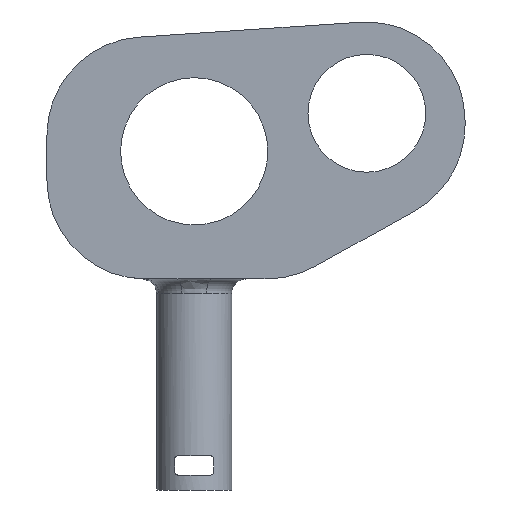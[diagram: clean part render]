
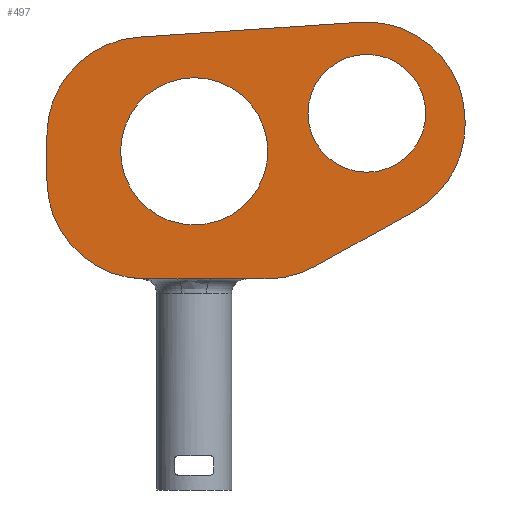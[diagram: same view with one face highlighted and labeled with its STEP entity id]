
A CAD part, front view. The second image highlights one B-rep face of the part: STEP entity #497.
In plain terms, the highlighted planar face has unit normal (0, -1, 0).
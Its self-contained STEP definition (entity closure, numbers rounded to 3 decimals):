
#13 = AXIS2_PLACEMENT_3D ( 'NONE', #742, #1273, #961 ) ;
#38 = ORIENTED_EDGE ( 'NONE', *, *, #179, .T. ) ;
#44 = EDGE_CURVE ( 'NONE', #789, #734, #661, .T. ) ;
#57 = CARTESIAN_POINT ( 'NONE',  ( 0., -5., 8.5 ) ) ;
#60 = CIRCLE ( 'NONE', #566, 10. ) ;
#65 = DIRECTION ( 'NONE',  ( 0., 0., -1. ) ) ;
#76 = ORIENTED_EDGE ( 'NONE', *, *, #523, .T. ) ;
#84 = DIRECTION ( 'NONE',  ( 1., 0., 0. ) ) ;
#113 = DIRECTION ( 'NONE',  ( 0., 0., -1. ) ) ;
#118 = EDGE_CURVE ( 'NONE', #685, #611, #426, .T. ) ;
#123 = CARTESIAN_POINT ( 'NONE',  ( 0., -5., 21.5 ) ) ;
#128 = VERTEX_POINT ( 'NONE', #1148 ) ;
#133 = VERTEX_POINT ( 'NONE', #928 ) ;
#172 = ORIENTED_EDGE ( 'NONE', *, *, #1177, .T. ) ;
#174 = LINE ( 'NONE', #491, #336 ) ;
#175 = CARTESIAN_POINT ( 'NONE',  ( 27.579, -5., 35.368 ) ) ;
#179 = EDGE_CURVE ( 'NONE', #548, #1249, #370, .T. ) ;
#182 = VERTEX_POINT ( 'NONE', #411 ) ;
#192 = CIRCLE ( 'NONE', #237, 7.5 ) ;
#196 = DIRECTION ( 'NONE',  ( 0., 0., 1. ) ) ;
#213 = DIRECTION ( 'NONE',  ( 0., -1., 0. ) ) ;
#216 = EDGE_CURVE ( 'NONE', #611, #685, #192, .T. ) ;
#224 = ORIENTED_EDGE ( 'NONE', *, *, #118, .F. ) ;
#234 = VECTOR ( 'NONE', #267, 1000. ) ;
#236 = VERTEX_POINT ( 'NONE', #335 ) ;
#237 = AXIS2_PLACEMENT_3D ( 'NONE', #1264, #968, #1084 ) ;
#248 = VECTOR ( 'NONE', #869, 1000. ) ;
#255 = FACE_BOUND ( 'NONE', #454, .T. ) ;
#258 = EDGE_CURVE ( 'NONE', #1231, #1159, #1222, .T. ) ;
#267 = DIRECTION ( 'NONE',  ( 1., 0., 0. ) ) ;
#292 = EDGE_CURVE ( 'NONE', #1208, #182, #1008, .T. ) ;
#305 = CARTESIAN_POINT ( 'NONE',  ( 17.579, -5., 25.368 ) ) ;
#317 = AXIS2_PLACEMENT_3D ( 'NONE', #462, #468, #873 ) ;
#325 = CARTESIAN_POINT ( 'NONE',  ( -15., -5., 8.5 ) ) ;
#329 = EDGE_LOOP ( 'NONE', ( #862, #1202, #567, #587, #172, #541, #38, #629, #1198, #759, #76, #645, #769 ) ) ;
#335 = CARTESIAN_POINT ( 'NONE',  ( -1.758, -5., 8.5 ) ) ;
#336 = VECTOR ( 'NONE', #912, 1000. ) ;
#343 = AXIS2_PLACEMENT_3D ( 'NONE', #666, #1089, #478 ) ;
#367 = ORIENTED_EDGE ( 'NONE', *, *, #216, .F. ) ;
#368 = CARTESIAN_POINT ( 'NONE',  ( 0., -5., 8.5 ) ) ;
#369 = CARTESIAN_POINT ( 'NONE',  ( 0., -5., 8.5 ) ) ;
#370 = CIRCLE ( 'NONE', #576, 10. ) ;
#383 = AXIS2_PLACEMENT_3D ( 'NONE', #305, #479, #1199 ) ;
#409 = ORIENTED_EDGE ( 'NONE', *, *, #1051, .F. ) ;
#411 = CARTESIAN_POINT ( 'NONE',  ( 7.412, -5., 8.5 ) ) ;
#418 = EDGE_CURVE ( 'NONE', #236, #1208, #668, .T. ) ;
#426 = CIRCLE ( 'NONE', #1182, 7.5 ) ;
#454 = EDGE_LOOP ( 'NONE', ( #409, #868 ) ) ;
#462 = CARTESIAN_POINT ( 'NONE',  ( 17.579, -5., 24.14 ) ) ;
#468 = DIRECTION ( 'NONE',  ( 0., -1., 0. ) ) ;
#470 = CARTESIAN_POINT ( 'NONE',  ( 27.579, -5., 24.672 ) ) ;
#478 = DIRECTION ( 'NONE',  ( 0., 0., -1. ) ) ;
#479 = DIRECTION ( 'NONE',  ( 0., -1., 0. ) ) ;
#491 = CARTESIAN_POINT ( 'NONE',  ( 27.579, -5., 18.252 ) ) ;
#497 = ADVANCED_FACE ( 'NONE', ( #779, #682, #255 ), #1069, .T. ) ;
#510 = CARTESIAN_POINT ( 'NONE',  ( 7.412, -5., 18.5 ) ) ;
#513 = CARTESIAN_POINT ( 'NONE',  ( 17.579, -5., 34.672 ) ) ;
#521 = DIRECTION ( 'NONE',  ( 0., -1., 0. ) ) ;
#523 = EDGE_CURVE ( 'NONE', #182, #1077, #1286, .T. ) ;
#530 = LINE ( 'NONE', #325, #1071 ) ;
#541 = ORIENTED_EDGE ( 'NONE', *, *, #1119, .F. ) ;
#548 = VERTEX_POINT ( 'NONE', #758 ) ;
#566 = AXIS2_PLACEMENT_3D ( 'NONE', #832, #921, #1233 ) ;
#567 = ORIENTED_EDGE ( 'NONE', *, *, #730, .T. ) ;
#576 = AXIS2_PLACEMENT_3D ( 'NONE', #920, #521, #1238 ) ;
#584 = CARTESIAN_POINT ( 'NONE',  ( 17.579, -5., 24.672 ) ) ;
#587 = ORIENTED_EDGE ( 'NONE', *, *, #807, .T. ) ;
#593 = EDGE_CURVE ( 'NONE', #1249, #236, #1096, .T. ) ;
#607 = AXIS2_PLACEMENT_3D ( 'NONE', #584, #1109, #1124 ) ;
#611 = VERTEX_POINT ( 'NONE', #1078 ) ;
#629 = ORIENTED_EDGE ( 'NONE', *, *, #593, .T. ) ;
#645 = ORIENTED_EDGE ( 'NONE', *, *, #1234, .T. ) ;
#661 = CIRCLE ( 'NONE', #317, 10. ) ;
#666 = CARTESIAN_POINT ( 'NONE',  ( 0., -5., 8.5 ) ) ;
#668 = LINE ( 'NONE', #369, #234 ) ;
#682 = FACE_BOUND ( 'NONE', #883, .T. ) ;
#685 = VERTEX_POINT ( 'NONE', #1018 ) ;
#689 = CARTESIAN_POINT ( 'NONE',  ( 17.579, -5., 31.368 ) ) ;
#707 = DIRECTION ( 'NONE',  ( 0., -1., 0. ) ) ;
#710 = AXIS2_PLACEMENT_3D ( 'NONE', #510, #879, #65 ) ;
#724 = CIRCLE ( 'NONE', #607, 10. ) ;
#730 = EDGE_CURVE ( 'NONE', #1159, #981, #724, .T. ) ;
#734 = VERTEX_POINT ( 'NONE', #787 ) ;
#742 = CARTESIAN_POINT ( 'NONE',  ( 17.579, -5., 24.672 ) ) ;
#758 = CARTESIAN_POINT ( 'NONE',  ( -15., -5., 18.5 ) ) ;
#759 = ORIENTED_EDGE ( 'NONE', *, *, #292, .T. ) ;
#769 = ORIENTED_EDGE ( 'NONE', *, *, #44, .T. ) ;
#779 = FACE_OUTER_BOUND ( 'NONE', #329, .T. ) ;
#786 = CIRCLE ( 'NONE', #383, 6. ) ;
#787 = CARTESIAN_POINT ( 'NONE',  ( 27.579, -5., 24.14 ) ) ;
#789 = VERTEX_POINT ( 'NONE', #1029 ) ;
#806 = VERTEX_POINT ( 'NONE', #689 ) ;
#807 = EDGE_CURVE ( 'NONE', #981, #128, #1004, .T. ) ;
#832 = CARTESIAN_POINT ( 'NONE',  ( -5., -5., 23.151 ) ) ;
#841 = CARTESIAN_POINT ( 'NONE',  ( 1.758, -5., 8.5 ) ) ;
#854 = CIRCLE ( 'NONE', #1276, 6. ) ;
#862 = ORIENTED_EDGE ( 'NONE', *, *, #985, .T. ) ;
#868 = ORIENTED_EDGE ( 'NONE', *, *, #1023, .F. ) ;
#869 = DIRECTION ( 'NONE',  ( 0.874, 0., 0.485 ) ) ;
#873 = DIRECTION ( 'NONE',  ( 0., 0., -1. ) ) ;
#879 = DIRECTION ( 'NONE',  ( 0., -1., 0. ) ) ;
#883 = EDGE_LOOP ( 'NONE', ( #224, #367 ) ) ;
#912 = DIRECTION ( 'NONE',  ( 0., 0., 1. ) ) ;
#920 = CARTESIAN_POINT ( 'NONE',  ( -5., -5., 18.5 ) ) ;
#921 = DIRECTION ( 'NONE',  ( 0., -1., 0. ) ) ;
#928 = CARTESIAN_POINT ( 'NONE',  ( -15., -5., 23.151 ) ) ;
#961 = DIRECTION ( 'NONE',  ( 0., 0., -1. ) ) ;
#968 = DIRECTION ( 'NONE',  ( 0., -1., 0. ) ) ;
#981 = VERTEX_POINT ( 'NONE', #1203 ) ;
#985 = EDGE_CURVE ( 'NONE', #734, #1231, #174, .T. ) ;
#995 = VECTOR ( 'NONE', #1112, 1000. ) ;
#1000 = VECTOR ( 'NONE', #84, 1000. ) ;
#1004 = LINE ( 'NONE', #175, #995 ) ;
#1008 = LINE ( 'NONE', #57, #1000 ) ;
#1016 = DIRECTION ( 'NONE',  ( 0., 0., -1. ) ) ;
#1018 = CARTESIAN_POINT ( 'NONE',  ( 0., -5., 29. ) ) ;
#1023 = EDGE_CURVE ( 'NONE', #1060, #806, #854, .T. ) ;
#1029 = CARTESIAN_POINT ( 'NONE',  ( 22.43, -5., 15.396 ) ) ;
#1051 = EDGE_CURVE ( 'NONE', #806, #1060, #786, .T. ) ;
#1059 = CARTESIAN_POINT ( 'NONE',  ( -5., -5., 8.5 ) ) ;
#1060 = VERTEX_POINT ( 'NONE', #1213 ) ;
#1069 = PLANE ( 'NONE',  #343 ) ;
#1071 = VECTOR ( 'NONE', #196, 1000. ) ;
#1073 = CARTESIAN_POINT ( 'NONE',  ( 10., -5., 8.5 ) ) ;
#1077 = VERTEX_POINT ( 'NONE', #1111 ) ;
#1078 = CARTESIAN_POINT ( 'NONE',  ( 0., -5., 14. ) ) ;
#1084 = DIRECTION ( 'NONE',  ( 0., 0., -1. ) ) ;
#1089 = DIRECTION ( 'NONE',  ( 0., -1., 0. ) ) ;
#1096 = LINE ( 'NONE', #368, #1192 ) ;
#1104 = DIRECTION ( 'NONE',  ( 1., 0., 0. ) ) ;
#1109 = DIRECTION ( 'NONE',  ( 0., -1., 0. ) ) ;
#1111 = CARTESIAN_POINT ( 'NONE',  ( 12.263, -5., 9.755 ) ) ;
#1112 = DIRECTION ( 'NONE',  ( -0.998, 0., -0.067 ) ) ;
#1119 = EDGE_CURVE ( 'NONE', #548, #133, #530, .T. ) ;
#1124 = DIRECTION ( 'NONE',  ( 0., 0., -1. ) ) ;
#1148 = CARTESIAN_POINT ( 'NONE',  ( -5.672, -5., 33.128 ) ) ;
#1159 = VERTEX_POINT ( 'NONE', #513 ) ;
#1177 = EDGE_CURVE ( 'NONE', #128, #133, #60, .T. ) ;
#1182 = AXIS2_PLACEMENT_3D ( 'NONE', #123, #213, #113 ) ;
#1192 = VECTOR ( 'NONE', #1104, 1000. ) ;
#1196 = CARTESIAN_POINT ( 'NONE',  ( 17.579, -5., 25.368 ) ) ;
#1198 = ORIENTED_EDGE ( 'NONE', *, *, #418, .T. ) ;
#1199 = DIRECTION ( 'NONE',  ( 0., 0., -1. ) ) ;
#1202 = ORIENTED_EDGE ( 'NONE', *, *, #258, .T. ) ;
#1203 = CARTESIAN_POINT ( 'NONE',  ( 16.907, -5., 34.649 ) ) ;
#1208 = VERTEX_POINT ( 'NONE', #841 ) ;
#1213 = CARTESIAN_POINT ( 'NONE',  ( 17.579, -5., 19.368 ) ) ;
#1222 = CIRCLE ( 'NONE', #13, 10. ) ;
#1231 = VERTEX_POINT ( 'NONE', #470 ) ;
#1233 = DIRECTION ( 'NONE',  ( 0., 0., -1. ) ) ;
#1234 = EDGE_CURVE ( 'NONE', #1077, #789, #1288, .T. ) ;
#1238 = DIRECTION ( 'NONE',  ( 0., 0., -1. ) ) ;
#1249 = VERTEX_POINT ( 'NONE', #1059 ) ;
#1264 = CARTESIAN_POINT ( 'NONE',  ( 0., -5., 21.5 ) ) ;
#1273 = DIRECTION ( 'NONE',  ( 0., -1., 0. ) ) ;
#1276 = AXIS2_PLACEMENT_3D ( 'NONE', #1196, #707, #1016 ) ;
#1286 = CIRCLE ( 'NONE', #710, 10. ) ;
#1288 = LINE ( 'NONE', #1073, #248 ) ;
